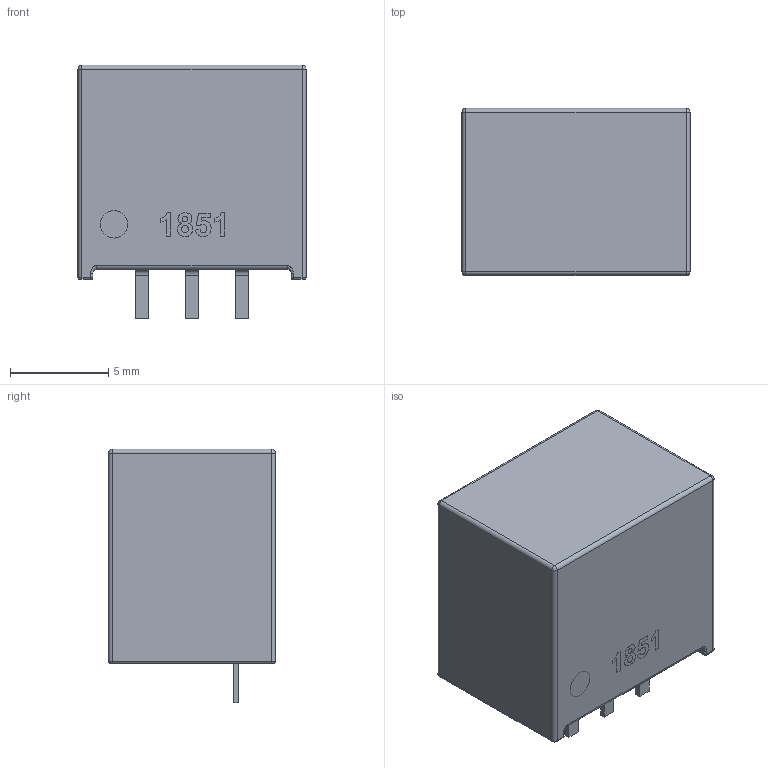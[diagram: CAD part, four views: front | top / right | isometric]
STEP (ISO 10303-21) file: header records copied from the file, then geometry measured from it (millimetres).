
FILE_DESCRIPTION(/* description */ (''),/* implementation_level */ '2;1');
FILE_NAME(/* name */ 'Recom Power - R-78E3.3-1.0.step',/* time_stamp */ '2020-06-24T20:41:21+01:00',/* author */ (''),/* organization */ (''),/* preprocessor_version */ 'ST-DEVELOPER v18.1',/* originating_system */ 'Autodesk Translation Framework v9.3.0.1241',/* authorisation */ '');
FILE_SCHEMA (('AUTOMOTIVE_DESIGN { 1 0 10303 214 3 1 1 }'));
Length unit declared in the file: millimetre
Products named in the file (1): Recom Power  -  R-78E3.3-1.0
Bounding box: 11.6 x 8.5 x 12.9 mm (x, y, z)
Volume: 1031.5 mm3; surface area: 635.7 mm2
Topology: 1 solids, 1 shells, 148 faces, 368 edges, 232 vertices
Faces by surface type: bspline 60, plane 49, cylinder 31, sphere 8
Full cylindrical faces by diameter (mm): 1.4 x1
Entity records: 5151 total; most frequent: CARTESIAN_POINT 1914, ORIENTED_EDGE 736, DIRECTION 496, EDGE_CURVE 368, VERTEX_POINT 232, LINE 194, VECTOR 194, EDGE_LOOP 158
